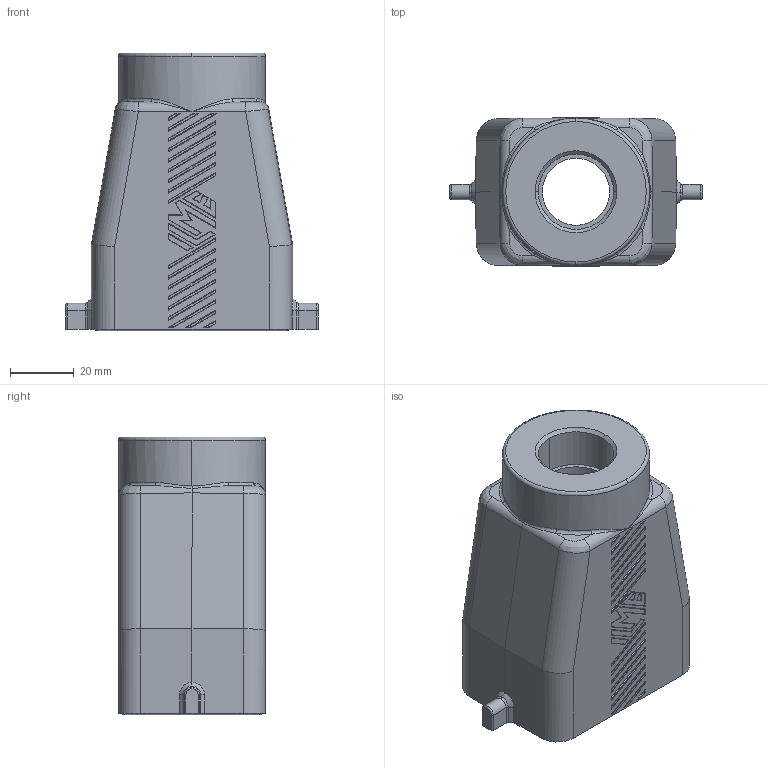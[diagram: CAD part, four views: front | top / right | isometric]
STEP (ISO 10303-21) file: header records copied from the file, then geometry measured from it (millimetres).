
FILE_DESCRIPTION(('Creo Elements/Direct Modeling STEP Export'),'2;1');
FILE_NAME('37jbk2e5h15l0942644','2022-02-02T11:20:03',(''),(''),'Creo Elements/Direct Modeling STEP processor for AP214 (Solid Model)','Creo Elements/Direct Modeling 20.1B 02-Apr-2019 (C) Parametric Technology GmbH','');
FILE_SCHEMA(('AUTOMOTIVE_DESIGN { 1 0 10303 214 1 1 1 1 }'));
Length unit declared in the file: millimetre
Products named in the file (2): TMAV_06_L25
Assembly tree (1 placements, depth 2):
  TMAV_06_L25
    TMAV_06_L25
Bounding box: 79 x 46.3 x 87 mm (x, y, z)
Volume: 104123.1 mm3; surface area: 33135.6 mm2
Topology: 1 solids, 1 shells, 413 faces, 1032 edges, 666 vertices
Faces by surface type: cylinder 260, plane 103, bspline 36, cone 10, torus 4
Entity records: 18052 total; most frequent: CARTESIAN_POINT 8320, ORIENTED_EDGE 2056, DIRECTION 1934, EDGE_CURVE 1028, VERTEX_POINT 666, AXIS2_PLACEMENT_3D 662, VECTOR 610, LINE 610
